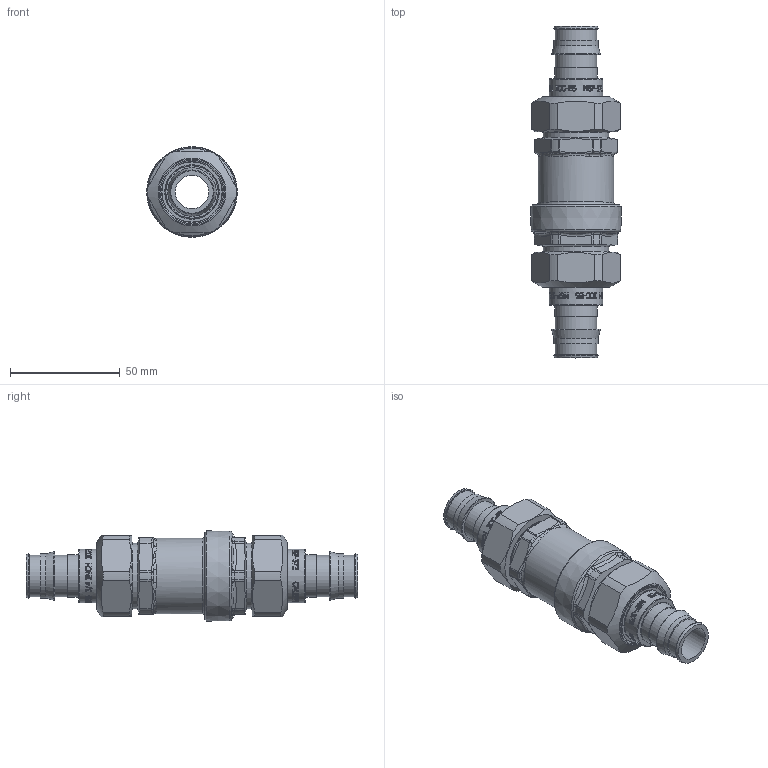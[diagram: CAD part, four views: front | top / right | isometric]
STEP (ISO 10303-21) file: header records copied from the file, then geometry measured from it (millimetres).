
FILE_DESCRIPTION(/* description */ (''),/* implementation_level */ '2;1');
FILE_NAME(/* name */ '127352AF_Simplify_1.stp',/* time_stamp */ '2025-07-24T08:13:42-05:00',/* author */ ('ischreiner'),/* organization */ (''),/* preprocessor_version */ 'ST-DEVELOPER v20',/* originating_system */ 'Autodesk Inventor 2025',/* authorisation */ '');
FILE_SCHEMA (('AUTOMOTIVE_DESIGN { 1 0 10303 214 3 1 1 }'));
Length unit declared in the file: inch
Products named in the file (1): 127352AF_Simplify_1
Bounding box: 41.38 x 151.46 x 41.38 mm (x, y, z)
Volume: 54815.5 mm3; surface area: 38164.7 mm2
Topology: 5 solids, 5 shells, 1244 faces, 3287 edges, 2154 vertices
Faces by surface type: plane 513, bspline 468, cylinder 145, cone 59, torus 59
Full cylindrical faces by diameter (mm): 15.367 x2, 18.745 x4, 19.609 x2, 19.99 x2, 20.091 x2, 21 x2, 24.1 x2, 24.384 x2, 25 x2, 26.924 x2, 27.686 x2, 28.3 x2, 28.5 x1, 28.6 x1, 29.972 x2, 30 x4, 30.2 x1, 30.302 x2, 30.4 x1, 33.1 x2, 34.5 x1
Entity records: 53090 total; most frequent: CARTESIAN_POINT 23556, ORIENTED_EDGE 6574, DIRECTION 4680, EDGE_CURVE 3287, VERTEX_POINT 2154, AXIS2_PLACEMENT_3D 1610, LINE 1460, VECTOR 1460
